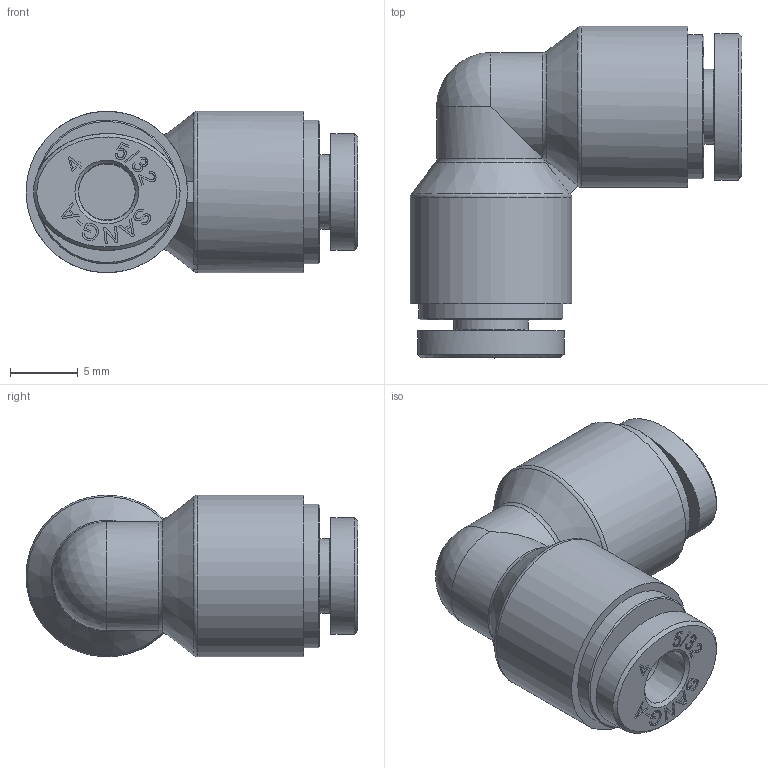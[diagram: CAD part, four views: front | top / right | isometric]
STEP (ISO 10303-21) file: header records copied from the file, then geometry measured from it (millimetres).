
FILE_DESCRIPTION((''),'2;1');
FILE_NAME('HR-PUL 04.stp','2020-03-19T10:28:34',('user'),(''),'Autodesk Inventor 2013','Autodesk Inventor 2013','');
FILE_SCHEMA(('AUTOMOTIVE_DESIGN { 1 0 10303 214 1 1 1 1 }'));
Length unit declared in the file: millimetre
Products named in the file (5): 조립품2; HR-PUL 04 BODY; HR-COLLAR 04; HR-Collar 04L(SUS); HR-SLEEVE 04
Assembly tree (5 placements, depth 3):
  조립품2
    HR-PUL 04 BODY
    HR-COLLAR 04  x2
      HR-Collar 04L(SUS)
      HR-SLEEVE 04
Bounding box: 24.45 x 24.45 x 11.9 mm (x, y, z)
Volume: 2683.7 mm3; surface area: 2362 mm2
Topology: 5 solids, 5 shells, 350 faces, 909 edges, 601 vertices
Faces by surface type: plane 201, bspline 122, cylinder 12, cone 10, torus 4, sphere 1
Full cylindrical faces by diameter (mm): 4.179 x2, 4.2 x2, 5.5 x2, 10.6 x2, 11.9 x2
Entity records: 6079 total; most frequent: CARTESIAN_POINT 1878, ORIENTED_EDGE 924, DIRECTION 638, EDGE_CURVE 462, VERTEX_POINT 312, VECTOR 298, LINE 298, EDGE_LOOP 222
